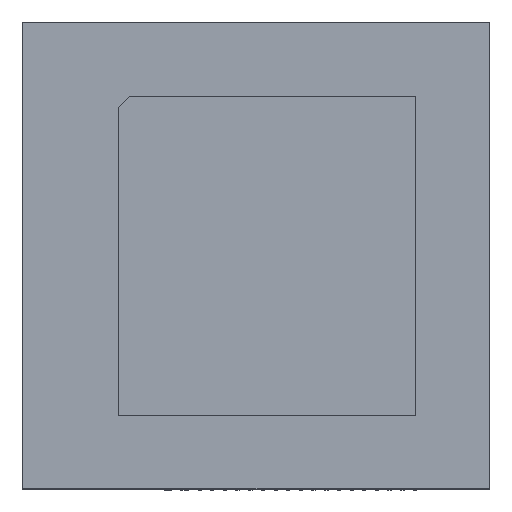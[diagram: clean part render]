
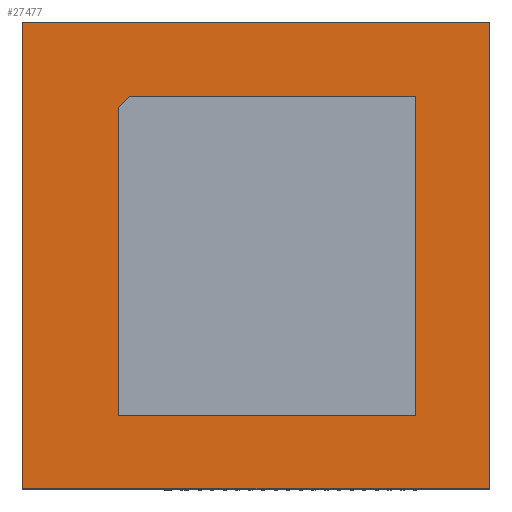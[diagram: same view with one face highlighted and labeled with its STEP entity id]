
A CAD part, top view. The second image highlights one B-rep face of the part: STEP entity #27477.
In plain terms, the highlighted face is planar.
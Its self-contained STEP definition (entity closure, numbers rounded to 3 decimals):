
#21257=DIRECTION('',(-1.,0.,0.));
#21258=VECTOR('',#21257,7.335);
#21259=CARTESIAN_POINT('',(4.1,0.875,-4.1));
#21260=LINE('',#21259,#21258);
#21264=DIRECTION('',(0.707,0.,-0.707));
#21265=VECTOR('',#21264,0.424);
#21266=CARTESIAN_POINT('',(-3.535,0.875,-3.8));
#21267=LINE('',#21266,#21265);
#21271=DIRECTION('',(0.,0.,1.));
#21272=VECTOR('',#21271,7.9);
#21273=CARTESIAN_POINT('',(-3.535,0.875,-3.8));
#21274=LINE('',#21273,#21272);
#21278=DIRECTION('',(1.,0.,0.));
#21279=VECTOR('',#21278,7.635);
#21280=CARTESIAN_POINT('',(-3.535,0.875,4.1));
#21281=LINE('',#21280,#21279);
#21285=DIRECTION('',(0.,0.,-1.));
#21286=VECTOR('',#21285,8.2);
#21287=CARTESIAN_POINT('',(4.1,0.875,4.1));
#21288=LINE('',#21287,#21286);
#21292=DIRECTION('',(0.,0.,1.));
#21293=VECTOR('',#21292,11.95);
#21294=CARTESIAN_POINT('',(5.975,0.875,-5.975));
#21295=LINE('',#21294,#21293);
#21299=DIRECTION('',(-1.,0.,0.));
#21300=VECTOR('',#21299,11.95);
#21301=CARTESIAN_POINT('',(5.975,0.875,5.975));
#21302=LINE('',#21301,#21300);
#21306=DIRECTION('',(0.,0.,-1.));
#21307=VECTOR('',#21306,11.95);
#21308=CARTESIAN_POINT('',(-5.975,0.875,5.975));
#21309=LINE('',#21308,#21307);
#21313=DIRECTION('',(1.,0.,0.));
#21314=VECTOR('',#21313,11.95);
#21315=CARTESIAN_POINT('',(-5.975,0.875,-5.975));
#21316=LINE('',#21315,#21314);
#27412=CARTESIAN_POINT('',(4.1,0.875,-4.1));
#27413=CARTESIAN_POINT('',(-3.235,0.875,-4.1));
#27414=VERTEX_POINT('',#27412);
#27415=VERTEX_POINT('',#27413);
#27416=CARTESIAN_POINT('',(-3.535,0.875,-3.8));
#27417=CARTESIAN_POINT('',(-3.535,0.875,4.1));
#27418=VERTEX_POINT('',#27416);
#27419=VERTEX_POINT('',#27417);
#27420=CARTESIAN_POINT('',(4.1,0.875,4.1));
#27421=VERTEX_POINT('',#27420);
#27430=CARTESIAN_POINT('',(5.975,0.875,-5.975));
#27431=CARTESIAN_POINT('',(5.975,0.875,5.975));
#27432=VERTEX_POINT('',#27430);
#27433=VERTEX_POINT('',#27431);
#27434=CARTESIAN_POINT('',(-5.975,0.875,5.975));
#27435=VERTEX_POINT('',#27434);
#27436=CARTESIAN_POINT('',(-5.975,0.875,-5.975));
#27437=VERTEX_POINT('',#27436);
#27450=CARTESIAN_POINT('',(0.,0.875,0.));
#27451=DIRECTION('',(0.,1.,0.));
#27452=DIRECTION('',(1.,0.,0.));
#27453=AXIS2_PLACEMENT_3D('',#27450,#27451,#27452);
#27454=PLANE('',#27453);
#27456=ORIENTED_EDGE('',*,*,#27455,.T.);
#27458=ORIENTED_EDGE('',*,*,#27457,.T.);
#27460=ORIENTED_EDGE('',*,*,#27459,.T.);
#27462=ORIENTED_EDGE('',*,*,#27461,.T.);
#27463=EDGE_LOOP('',(#27456,#27458,#27460,#27462));
#27464=FACE_OUTER_BOUND('',#27463,.F.);
#27466=ORIENTED_EDGE('',*,*,#27465,.T.);
#27468=ORIENTED_EDGE('',*,*,#27467,.F.);
#27470=ORIENTED_EDGE('',*,*,#27469,.T.);
#27472=ORIENTED_EDGE('',*,*,#27471,.T.);
#27474=ORIENTED_EDGE('',*,*,#27473,.T.);
#27475=EDGE_LOOP('',(#27466,#27468,#27470,#27472,#27474));
#27476=FACE_BOUND('',#27475,.F.);
#27477=ADVANCED_FACE('',(#27464,#27476),#27454,.T.);
#27455=EDGE_CURVE('',#27432,#27433,#21295,.T.);
#27457=EDGE_CURVE('',#27433,#27435,#21302,.T.);
#27459=EDGE_CURVE('',#27435,#27437,#21309,.T.);
#27461=EDGE_CURVE('',#27437,#27432,#21316,.T.);
#27465=EDGE_CURVE('',#27414,#27415,#21260,.T.);
#27467=EDGE_CURVE('',#27418,#27415,#21267,.T.);
#27469=EDGE_CURVE('',#27418,#27419,#21274,.T.);
#27471=EDGE_CURVE('',#27419,#27421,#21281,.T.);
#27473=EDGE_CURVE('',#27421,#27414,#21288,.T.);
